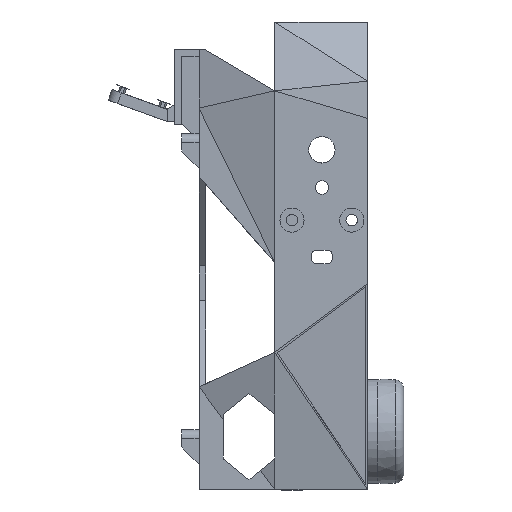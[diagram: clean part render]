
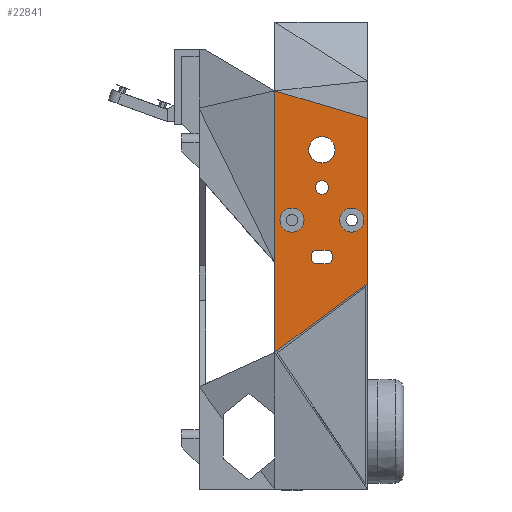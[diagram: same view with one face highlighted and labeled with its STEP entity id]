
A CAD part, left-side view. The second image highlights one B-rep face of the part: STEP entity #22841.
In plain terms, the highlighted planar face has unit normal (-1, 0, 0).
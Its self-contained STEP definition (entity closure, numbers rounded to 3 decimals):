
#462=FACE_BOUND('',#2485,.T.);
#463=FACE_BOUND('',#2486,.T.);
#464=FACE_BOUND('',#2487,.T.);
#465=FACE_BOUND('',#2488,.T.);
#466=FACE_BOUND('',#2489,.T.);
#600=CIRCLE('',#24159,1.5);
#601=CIRCLE('',#24160,1.5);
#602=CIRCLE('',#24161,1.5);
#603=CIRCLE('',#24162,1.5);
#604=CIRCLE('',#24163,3.825);
#605=CIRCLE('',#24164,1.965);
#606=CIRCLE('',#24165,1.965);
#607=CIRCLE('',#24166,3.5);
#608=CIRCLE('',#24167,3.5);
#1185=FACE_OUTER_BOUND('',#2484,.T.);
#2484=EDGE_LOOP('',(#15537,#15538,#15539,#15540,#15541));
#2485=EDGE_LOOP('',(#15542,#15543,#15544,#15545,#15546,#15547,#15548,#15549));
#2486=EDGE_LOOP('',(#15550));
#2487=EDGE_LOOP('',(#15551,#15552));
#2488=EDGE_LOOP('',(#15553));
#2489=EDGE_LOOP('',(#15554));
#4047=LINE('',#30939,#6404);
#4083=LINE('',#31027,#6440);
#4084=LINE('',#31029,#6441);
#4085=LINE('',#31030,#6442);
#4086=LINE('',#31031,#6443);
#4087=LINE('',#31034,#6444);
#4088=LINE('',#31038,#6445);
#4089=LINE('',#31042,#6446);
#4090=LINE('',#31046,#6447);
#6404=VECTOR('',#25801,10.);
#6440=VECTOR('',#25877,10.);
#6441=VECTOR('',#25880,10.);
#6442=VECTOR('',#25881,10.);
#6443=VECTOR('',#25882,10.);
#6444=VECTOR('',#25883,10.);
#6445=VECTOR('',#25886,10.);
#6446=VECTOR('',#25889,10.);
#6447=VECTOR('',#25892,10.);
#9427=VERTEX_POINT('',#30907);
#9436=VERTEX_POINT('',#30933);
#9437=VERTEX_POINT('',#30937);
#9438=VERTEX_POINT('',#30938);
#9470=VERTEX_POINT('',#31025);
#9471=VERTEX_POINT('',#31032);
#9472=VERTEX_POINT('',#31033);
#9473=VERTEX_POINT('',#31035);
#9474=VERTEX_POINT('',#31037);
#9475=VERTEX_POINT('',#31039);
#9476=VERTEX_POINT('',#31041);
#9477=VERTEX_POINT('',#31043);
#9478=VERTEX_POINT('',#31045);
#9479=VERTEX_POINT('',#31048);
#9480=VERTEX_POINT('',#31050);
#9481=VERTEX_POINT('',#31051);
#9482=VERTEX_POINT('',#31054);
#9483=VERTEX_POINT('',#31056);
#11799=EDGE_CURVE('',#9437,#9438,#4047,.T.);
#11844=EDGE_CURVE('',#9436,#9470,#4083,.T.);
#11845=EDGE_CURVE('',#9427,#9438,#4084,.T.);
#11846=EDGE_CURVE('',#9436,#9427,#4085,.T.);
#11847=EDGE_CURVE('',#9470,#9437,#4086,.T.);
#11848=EDGE_CURVE('',#9471,#9472,#4087,.T.);
#11849=EDGE_CURVE('',#9473,#9472,#600,.T.);
#11850=EDGE_CURVE('',#9473,#9474,#4088,.T.);
#11851=EDGE_CURVE('',#9475,#9474,#601,.T.);
#11852=EDGE_CURVE('',#9475,#9476,#4089,.T.);
#11853=EDGE_CURVE('',#9477,#9476,#602,.T.);
#11854=EDGE_CURVE('',#9477,#9478,#4090,.T.);
#11855=EDGE_CURVE('',#9471,#9478,#603,.T.);
#11856=EDGE_CURVE('',#9479,#9479,#604,.T.);
#11857=EDGE_CURVE('',#9480,#9481,#605,.T.);
#11858=EDGE_CURVE('',#9481,#9480,#606,.T.);
#11859=EDGE_CURVE('',#9482,#9482,#607,.T.);
#11860=EDGE_CURVE('',#9483,#9483,#608,.T.);
#15537=ORIENTED_EDGE('',*,*,#11799,.T.);
#15538=ORIENTED_EDGE('',*,*,#11845,.F.);
#15539=ORIENTED_EDGE('',*,*,#11846,.F.);
#15540=ORIENTED_EDGE('',*,*,#11844,.T.);
#15541=ORIENTED_EDGE('',*,*,#11847,.T.);
#15542=ORIENTED_EDGE('',*,*,#11848,.T.);
#15543=ORIENTED_EDGE('',*,*,#11849,.F.);
#15544=ORIENTED_EDGE('',*,*,#11850,.T.);
#15545=ORIENTED_EDGE('',*,*,#11851,.F.);
#15546=ORIENTED_EDGE('',*,*,#11852,.T.);
#15547=ORIENTED_EDGE('',*,*,#11853,.F.);
#15548=ORIENTED_EDGE('',*,*,#11854,.T.);
#15549=ORIENTED_EDGE('',*,*,#11855,.F.);
#15550=ORIENTED_EDGE('',*,*,#11856,.T.);
#15551=ORIENTED_EDGE('',*,*,#11857,.F.);
#15552=ORIENTED_EDGE('',*,*,#11858,.F.);
#15553=ORIENTED_EDGE('',*,*,#11859,.T.);
#15554=ORIENTED_EDGE('',*,*,#11860,.T.);
#22082=PLANE('',#24158);
#22841=ADVANCED_FACE('',(#1185,#462,#463,#464,#465,#466),#22082,.T.);
#24158=AXIS2_PLACEMENT_3D('',#31028,#25878,#25879);
#24159=AXIS2_PLACEMENT_3D('',#31036,#25884,#25885);
#24160=AXIS2_PLACEMENT_3D('',#31040,#25887,#25888);
#24161=AXIS2_PLACEMENT_3D('',#31044,#25890,#25891);
#24162=AXIS2_PLACEMENT_3D('',#31047,#25893,#25894);
#24163=AXIS2_PLACEMENT_3D('',#31049,#25895,#25896);
#24164=AXIS2_PLACEMENT_3D('',#31052,#25897,#25898);
#24165=AXIS2_PLACEMENT_3D('',#31053,#25899,#25900);
#24166=AXIS2_PLACEMENT_3D('',#31055,#25901,#25902);
#24167=AXIS2_PLACEMENT_3D('',#31057,#25903,#25904);
#25801=DIRECTION('',(0.,0.959,0.284));
#25877=DIRECTION('',(0.,-0.804,0.595));
#25878=DIRECTION('center_axis',(-1.,0.,0.));
#25879=DIRECTION('ref_axis',(0.,0.,-1.));
#25880=DIRECTION('',(0.,0.,1.));
#25881=DIRECTION('',(0.,0.,1.));
#25882=DIRECTION('',(0.,0.,1.));
#25883=DIRECTION('',(0.,-1.,0.));
#25884=DIRECTION('center_axis',(-1.,0.,0.));
#25885=DIRECTION('ref_axis',(0.,-0.707,0.707));
#25886=DIRECTION('',(0.,0.,-1.));
#25887=DIRECTION('center_axis',(-1.,0.,0.));
#25888=DIRECTION('ref_axis',(0.,-0.707,-0.707));
#25889=DIRECTION('',(0.,1.,0.));
#25890=DIRECTION('center_axis',(-1.,0.,0.));
#25891=DIRECTION('ref_axis',(0.,0.707,-0.707));
#25892=DIRECTION('',(0.,0.,1.));
#25893=DIRECTION('center_axis',(-1.,0.,0.));
#25894=DIRECTION('ref_axis',(0.,0.707,0.707));
#25895=DIRECTION('center_axis',(1.,0.,0.));
#25896=DIRECTION('ref_axis',(0.,0.,
-1.));
#25897=DIRECTION('center_axis',(-1.,0.,0.));
#25898=DIRECTION('ref_axis',(0.,0.,1.));
#25899=DIRECTION('center_axis',(-1.,0.,0.));
#25900=DIRECTION('ref_axis',(0.,0.,1.));
#25901=DIRECTION('center_axis',(1.,0.,0.));
#25902=DIRECTION('ref_axis',(0.,0.,
-1.));
#25903=DIRECTION('center_axis',(1.,0.,0.));
#25904=DIRECTION('ref_axis',(0.,0.,-1.));
#30907=CARTESIAN_POINT('',(-45.,1.,-2.));
#30933=CARTESIAN_POINT('',(-45.,1.,-28.));
#30937=CARTESIAN_POINT('',(-45.,-26.,40.));
#30938=CARTESIAN_POINT('',(-45.,1.,48.));
#30939=CARTESIAN_POINT('',(-45.,-5.562,46.056));
#31025=CARTESIAN_POINT('',(-45.,-26.,-8.));
#31027=CARTESIAN_POINT('',(-45.,-19.175,-13.056));
#31028=CARTESIAN_POINT('Origin',(-45.,1.,48.));
#31029=CARTESIAN_POINT('',(-45.,1.,-28.));
#31030=CARTESIAN_POINT('',(-45.,1.,-28.));
#31031=CARTESIAN_POINT('',(-45.,-26.,-28.));
#31032=CARTESIAN_POINT('',(-45.,-11.2,1.74));
#31033=CARTESIAN_POINT('',(-45.,-14.2,1.74));
#31034=CARTESIAN_POINT('',(-45.,-20.85,1.74));
#31035=CARTESIAN_POINT('',(-45.,-15.7,0.24));
#31036=CARTESIAN_POINT('Origin',(-45.,-14.2,0.24));
#31037=CARTESIAN_POINT('',(-45.,-15.7,-0.76));
#31038=CARTESIAN_POINT('',(-45.,-15.7,-15.13));
#31039=CARTESIAN_POINT('',(-45.,-14.2,-2.26));
#31040=CARTESIAN_POINT('Origin',(-45.,-14.2,-0.76));
#31041=CARTESIAN_POINT('',(-45.,-11.2,-2.26));
#31042=CARTESIAN_POINT('',(-45.,-17.85,-2.26));
#31043=CARTESIAN_POINT('',(-45.,-9.7,-0.76));
#31044=CARTESIAN_POINT('Origin',(-45.,-11.2,-0.76));
#31045=CARTESIAN_POINT('',(-45.,-9.7,0.24));
#31046=CARTESIAN_POINT('',(-45.,-9.7,-13.13));
#31047=CARTESIAN_POINT('Origin',(-45.,-11.2,0.24));
#31048=CARTESIAN_POINT('',(-45.,-12.7,34.665));
#31049=CARTESIAN_POINT('Origin',(-45.,-12.7,30.84));
#31050=CARTESIAN_POINT('',(-45.,-12.7,17.95));
#31051=CARTESIAN_POINT('',(-45.,-14.665,19.915));
#31052=CARTESIAN_POINT('Origin',(-45.,-12.7,19.915));
#31053=CARTESIAN_POINT('Origin',(-45.,-12.7,19.915));
#31054=CARTESIAN_POINT('',(-45.,-4.,13.94));
#31055=CARTESIAN_POINT('Origin',(-45.,-4.,10.44));
#31056=CARTESIAN_POINT('',(-45.,-21.4,13.94));
#31057=CARTESIAN_POINT('Origin',(-45.,-21.4,10.44));
